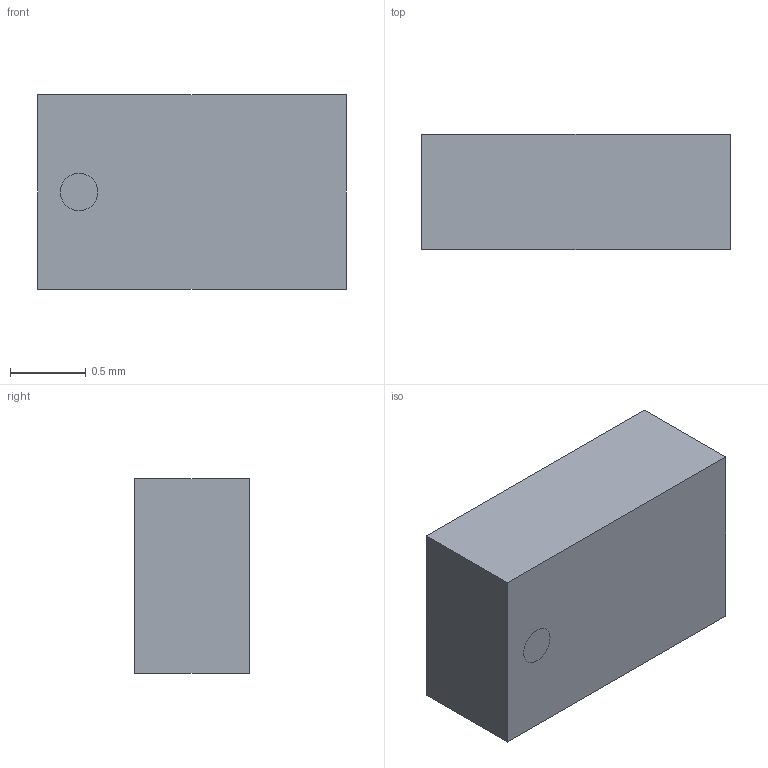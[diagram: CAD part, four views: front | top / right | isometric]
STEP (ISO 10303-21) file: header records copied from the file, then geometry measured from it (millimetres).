
FILE_DESCRIPTION (( 'STEP AP214' ), '1' );
FILE_NAME ('B0310J50100AHF.STEP', '2024-11-08T12:09:35', ( '' ), ( '' ), 'SwSTEP 2.0', 'SolidWorks 2023', '' );
FILE_SCHEMA (( 'AUTOMOTIVE_DESIGN' ));
Length unit declared in the file: millimetre
Products named in the file (1): B0310J50100AHF
Bounding box: 2.04 x 0.76 x 1.29 mm (x, y, z)
Volume: 2 mm3; surface area: 14.7 mm2
Topology: 8 solids, 8 shells, 126 faces, 312 edges, 208 vertices
Faces by surface type: plane 74, cylinder 52
Entity records: 5236 total; most frequent: DIRECTION 670, CARTESIAN_POINT 647, ORIENTED_EDGE 624, EDGE_CURVE 312, AXIS2_PLACEMENT_3D 231, LINE 208, VERTEX_POINT 208, VECTOR 208
